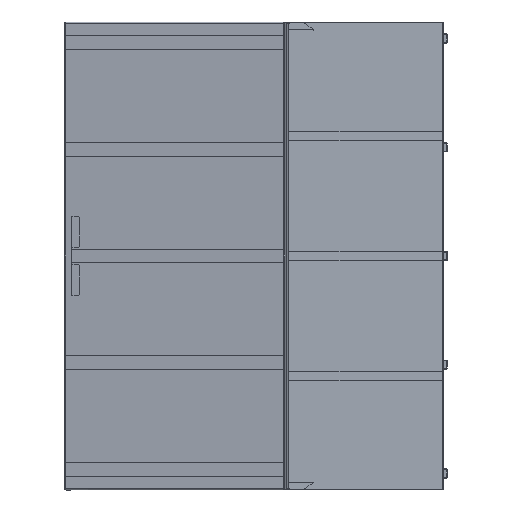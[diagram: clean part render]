
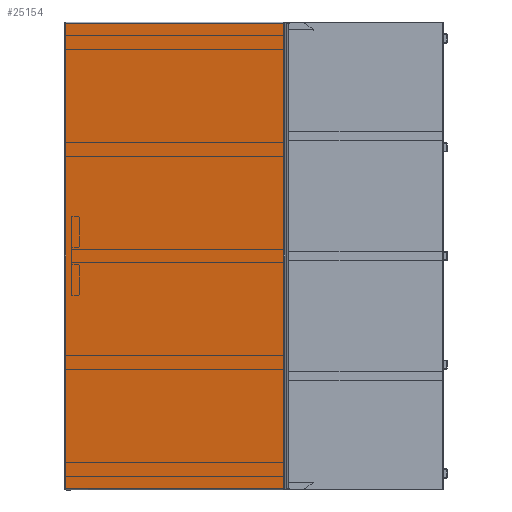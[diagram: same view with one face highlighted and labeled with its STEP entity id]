
A CAD part, left-side view. The second image highlights one B-rep face of the part: STEP entity #25154.
In plain terms, the highlighted face is planar.
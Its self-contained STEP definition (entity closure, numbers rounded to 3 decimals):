
#31 = EDGE_CURVE ( 'NONE', #42482, #40403, #15366, .T. ) ;
#1099 = CARTESIAN_POINT ( 'NONE',  ( 1994., 0., -942.5 ) ) ;
#1169 = AXIS2_PLACEMENT_3D ( 'NONE', #75463, #56375, #14618 ) ;
#1419 = CARTESIAN_POINT ( 'NONE',  ( 1994., 0., -3.707 ) ) ;
#1456 = CARTESIAN_POINT ( 'NONE',  ( 1994., 0., -6. ) ) ;
#1840 = DIRECTION ( 'NONE',  ( 0., 0., 1. ) ) ;
#5297 = ORIENTED_EDGE ( 'NONE', *, *, #78535, .F. ) ;
#5545 = VERTEX_POINT ( 'NONE', #61571 ) ;
#6701 = DIRECTION ( 'NONE',  ( 0., 0., -1. ) ) ;
#6740 = DIRECTION ( 'NONE',  ( 0., 1., 0. ) ) ;
#7014 = DIRECTION ( 'NONE',  ( 0., 0., -1. ) ) ;
#8345 = DIRECTION ( 'NONE',  ( -1., 0., 0. ) ) ;
#8671 = ORIENTED_EDGE ( 'NONE', *, *, #61041, .T. ) ;
#10291 = ORIENTED_EDGE ( 'NONE', *, *, #53321, .T. ) ;
#10384 = ORIENTED_EDGE ( 'NONE', *, *, #44181, .F. ) ;
#12329 = LINE ( 'NONE', #1419, #60341 ) ;
#14618 = DIRECTION ( 'NONE',  ( 0., 0., 1. ) ) ;
#14980 = CARTESIAN_POINT ( 'NONE',  ( 7.5, 0., -944. ) ) ;
#15107 = DIRECTION ( 'NONE',  ( 0., 0., 1. ) ) ;
#15366 = CIRCLE ( 'NONE', #1169, 1.5 ) ;
#15841 = EDGE_LOOP ( 'NONE', ( #5297, #27527, #10384, #75141, #43167, #10291, #35283, #8671 ) ) ;
#17421 = DIRECTION ( 'NONE',  ( 0., 0., 1. ) ) ;
#22792 = DIRECTION ( 'NONE',  ( 0., 0., 1. ) ) ;
#23142 = AXIS2_PLACEMENT_3D ( 'NONE', #55365, #51982, #15107 ) ;
#24942 = CARTESIAN_POINT ( 'NONE',  ( 7.5, 0., -6. ) ) ;
#25154 = ADVANCED_FACE ( 'NONE', ( #37796 ), #62502, .F. ) ;
#27527 = ORIENTED_EDGE ( 'NONE', *, *, #72063, .T. ) ;
#27780 = CARTESIAN_POINT ( 'NONE',  ( 1992.5, 0., -944. ) ) ;
#29226 = EDGE_CURVE ( 'NONE', #63996, #69259, #54938, .T. ) ;
#29587 = DIRECTION ( 'NONE',  ( 0., 1., 0. ) ) ;
#30360 = CARTESIAN_POINT ( 'NONE',  ( 6., 0., -944. ) ) ;
#32250 = EDGE_CURVE ( 'NONE', #5545, #69259, #63362, .T. ) ;
#34527 = VECTOR ( 'NONE', #51386, 1000. ) ;
#35124 = CARTESIAN_POINT ( 'NONE',  ( 1994., 0., -7.5 ) ) ;
#35283 = ORIENTED_EDGE ( 'NONE', *, *, #31, .F. ) ;
#36739 = CARTESIAN_POINT ( 'NONE',  ( 1996.293, 0., -944. ) ) ;
#36819 = VECTOR ( 'NONE', #22792, 1000. ) ;
#37796 = FACE_OUTER_BOUND ( 'NONE', #15841, .T. ) ;
#40250 = LINE ( 'NONE', #47118, #36819 ) ;
#40403 = VERTEX_POINT ( 'NONE', #62266 ) ;
#42482 = VERTEX_POINT ( 'NONE', #24942 ) ;
#43167 = ORIENTED_EDGE ( 'NONE', *, *, #32250, .F. ) ;
#44181 = EDGE_CURVE ( 'NONE', #63996, #62789, #45125, .T. ) ;
#45125 = CIRCLE ( 'NONE', #23142, 1.5 ) ;
#45188 = CARTESIAN_POINT ( 'NONE',  ( 1992.5, 0., -6. ) ) ;
#46206 = VECTOR ( 'NONE', #8345, 1000. ) ;
#47118 = CARTESIAN_POINT ( 'NONE',  ( 6., 0., -946.293 ) ) ;
#47954 = AXIS2_PLACEMENT_3D ( 'NONE', #1456, #6740, #1840 ) ;
#50723 = DIRECTION ( 'NONE',  ( 0., -1., 0. ) ) ;
#50978 = CARTESIAN_POINT ( 'NONE',  ( 3.707, 0., -6. ) ) ;
#51386 = DIRECTION ( 'NONE',  ( 1., 0., 0. ) ) ;
#51982 = DIRECTION ( 'NONE',  ( 0., 1., 0. ) ) ;
#53086 = CIRCLE ( 'NONE', #47954, 1.5 ) ;
#53321 = EDGE_CURVE ( 'NONE', #5545, #40403, #40250, .T. ) ;
#54714 = VERTEX_POINT ( 'NONE', #35124 ) ;
#54938 = LINE ( 'NONE', #36739, #46206 ) ;
#55365 = CARTESIAN_POINT ( 'NONE',  ( 1994., 0., -944. ) ) ;
#56375 = DIRECTION ( 'NONE',  ( 0., 1., 0. ) ) ;
#60341 = VECTOR ( 'NONE', #6701, 1000. ) ;
#61041 = EDGE_CURVE ( 'NONE', #42482, #78468, #63162, .T. ) ;
#61571 = CARTESIAN_POINT ( 'NONE',  ( 6., 0., -942.5 ) ) ;
#61703 = CARTESIAN_POINT ( 'NONE',  ( 0., 0., 0. ) ) ;
#62266 = CARTESIAN_POINT ( 'NONE',  ( 6., 0., -7.5 ) ) ;
#62502 = PLANE ( 'NONE',  #67041 ) ;
#62789 = VERTEX_POINT ( 'NONE', #1099 ) ;
#63162 = LINE ( 'NONE', #50978, #34527 ) ;
#63300 = AXIS2_PLACEMENT_3D ( 'NONE', #30360, #29587, #17421 ) ;
#63362 = CIRCLE ( 'NONE', #63300, 1.5 ) ;
#63996 = VERTEX_POINT ( 'NONE', #27780 ) ;
#67041 = AXIS2_PLACEMENT_3D ( 'NONE', #61703, #50723, #7014 ) ;
#69259 = VERTEX_POINT ( 'NONE', #14980 ) ;
#72063 = EDGE_CURVE ( 'NONE', #54714, #62789, #12329, .T. ) ;
#75141 = ORIENTED_EDGE ( 'NONE', *, *, #29226, .T. ) ;
#75463 = CARTESIAN_POINT ( 'NONE',  ( 6., 0., -6. ) ) ;
#78468 = VERTEX_POINT ( 'NONE', #45188 ) ;
#78535 = EDGE_CURVE ( 'NONE', #54714, #78468, #53086, .T. ) ;
